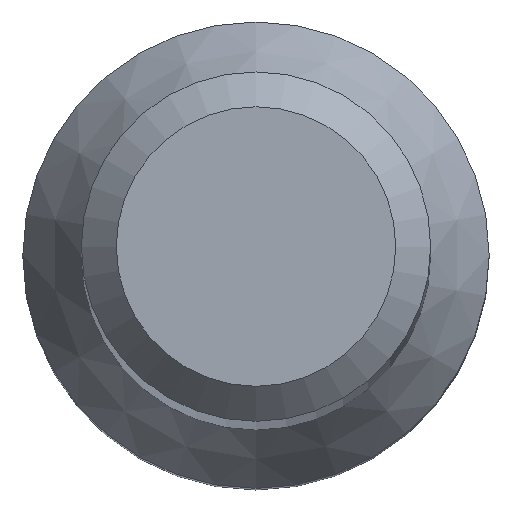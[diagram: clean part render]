
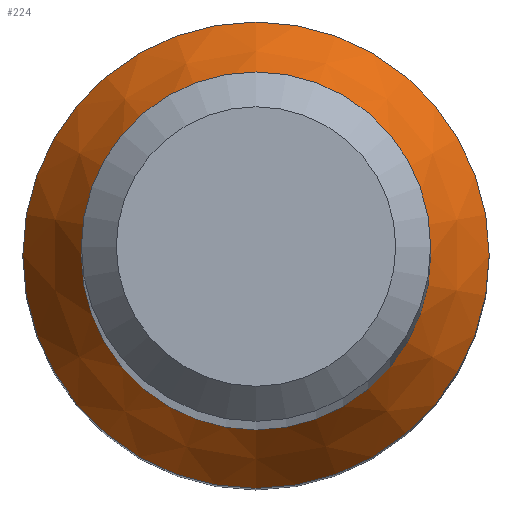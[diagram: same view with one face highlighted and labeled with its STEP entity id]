
A CAD part, top view. The second image highlights one B-rep face of the part: STEP entity #224.
In plain terms, the highlighted conical face has half-angle 30 degrees and reference radius 4.005 mm.
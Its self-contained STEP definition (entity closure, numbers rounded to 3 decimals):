
#7 = EDGE_CURVE ( 'NONE', #82, #82, #221, .T. ) ;
#17 = CARTESIAN_POINT ( 'NONE',  ( 0., 0., 16. ) ) ;
#18 = CARTESIAN_POINT ( 'NONE',  ( 0., 4.005, 16. ) ) ;
#36 = FACE_BOUND ( 'NONE', #204, .T. ) ;
#53 = ORIENTED_EDGE ( 'NONE', *, *, #7, .T. ) ;
#62 = CARTESIAN_POINT ( 'NONE',  ( 0., 0., 16. ) ) ;
#79 = FACE_OUTER_BOUND ( 'NONE', #160, .T. ) ;
#82 = VERTEX_POINT ( 'NONE', #238 ) ;
#90 = DIRECTION ( 'NONE',  ( 0., 0., -1. ) ) ;
#96 = CIRCLE ( 'NONE', #145, 4.005 ) ;
#109 = AXIS2_PLACEMENT_3D ( 'NONE', #194, #90, #235 ) ;
#112 = DIRECTION ( 'NONE',  ( 0., 0., -1. ) ) ;
#126 = VERTEX_POINT ( 'NONE', #18 ) ;
#127 = AXIS2_PLACEMENT_3D ( 'NONE', #62, #112, #183 ) ;
#145 = AXIS2_PLACEMENT_3D ( 'NONE', #17, #236, #237 ) ;
#160 = EDGE_LOOP ( 'NONE', ( #208 ) ) ;
#182 = CONICAL_SURFACE ( 'NONE', #127, 4.005, 0.524 ) ;
#183 = DIRECTION ( 'NONE',  ( 0., 1., 0. ) ) ;
#194 = CARTESIAN_POINT ( 'NONE',  ( 0., 0., 17.741 ) ) ;
#204 = EDGE_LOOP ( 'NONE', ( #53 ) ) ;
#208 = ORIENTED_EDGE ( 'NONE', *, *, #226, .F. ) ;
#221 = CIRCLE ( 'NONE', #109, 3. ) ;
#224 = ADVANCED_FACE ( 'NONE', ( #36, #79 ), #182, .T. ) ;
#226 = EDGE_CURVE ( 'NONE', #126, #126, #96, .T. ) ;
#235 = DIRECTION ( 'NONE',  ( 0., 1., 0. ) ) ;
#236 = DIRECTION ( 'NONE',  ( 0., 0., -1. ) ) ;
#237 = DIRECTION ( 'NONE',  ( 0., 1., 0. ) ) ;
#238 = CARTESIAN_POINT ( 'NONE',  ( 0., 3., 17.741 ) ) ;
